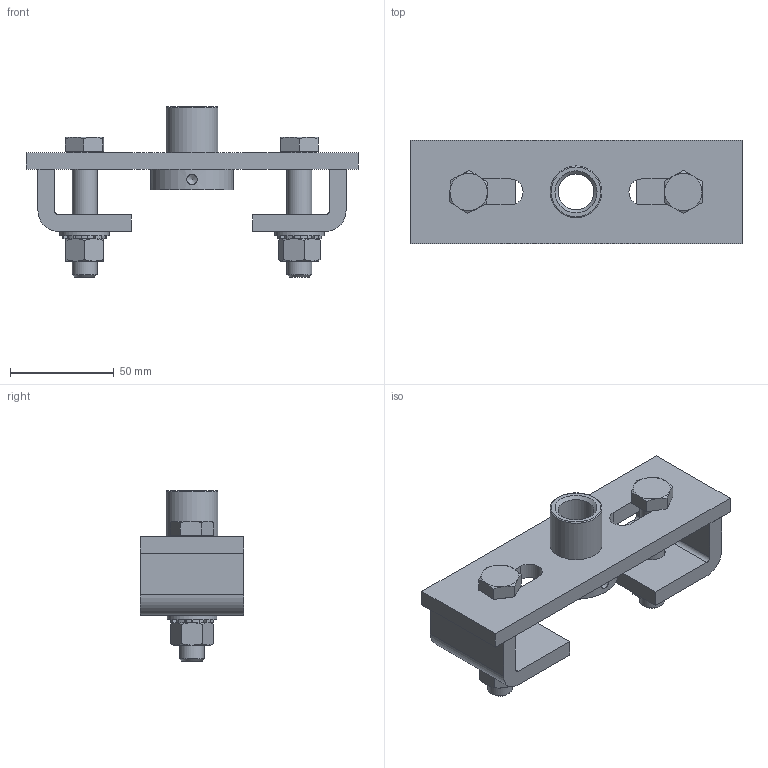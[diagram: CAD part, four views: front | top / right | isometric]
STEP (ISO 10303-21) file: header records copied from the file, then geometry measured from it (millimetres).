
FILE_DESCRIPTION(/* description */ ('Support Sous Poutrelle I'),/* implementation_level */ '2;1');
FILE_NAME(/* name */ '8577.stp',/* time_stamp */ '2017-04-05T08:21:18+02:00',/* author */ ('Giuliano'),/* organization */ (''),/* preprocessor_version */ 'ST-DEVELOPER v16.5',/* originating_system */ 'Autodesk Inventor 2017',/* authorisation */ '');
FILE_SCHEMA (('AUTOMOTIVE_DESIGN { 1 0 10303 214 3 1 1 }'));
Length unit declared in the file: millimetre
Products named in the file (8): 8577; 20607; 18014; 14718; 04534; 06013; 15741; 09017
Assembly tree (12 placements, depth 2):
  8577
    20607
    18014  x2
    14718
    04534  x2
    06013  x2
    15741  x2
    09017  x2
Bounding box: 160 x 50 x 82 mm (x, y, z)
Volume: 144554.8 mm3; surface area: 55583.5 mm2
Topology: 12 solids, 12 shells, 260 faces, 658 edges, 426 vertices
Faces by surface type: plane 109, cylinder 102, cone 48, torus 1
Full cylindrical faces by diameter (mm): 5 x4, 10.106 x2, 12 x2, 12.1 x2, 12.5 x2, 13 x2, 16.63 x2, 17.294 x1, 24 x2, 25 x2, 40 x1
Entity records: 4566 total; most frequent: CARTESIAN_POINT 942, DIRECTION 756, ORIENTED_EDGE 668, EDGE_CURVE 334, AXIS2_PLACEMENT_3D 300, VERTEX_POINT 230, EDGE_LOOP 190, LINE 156
